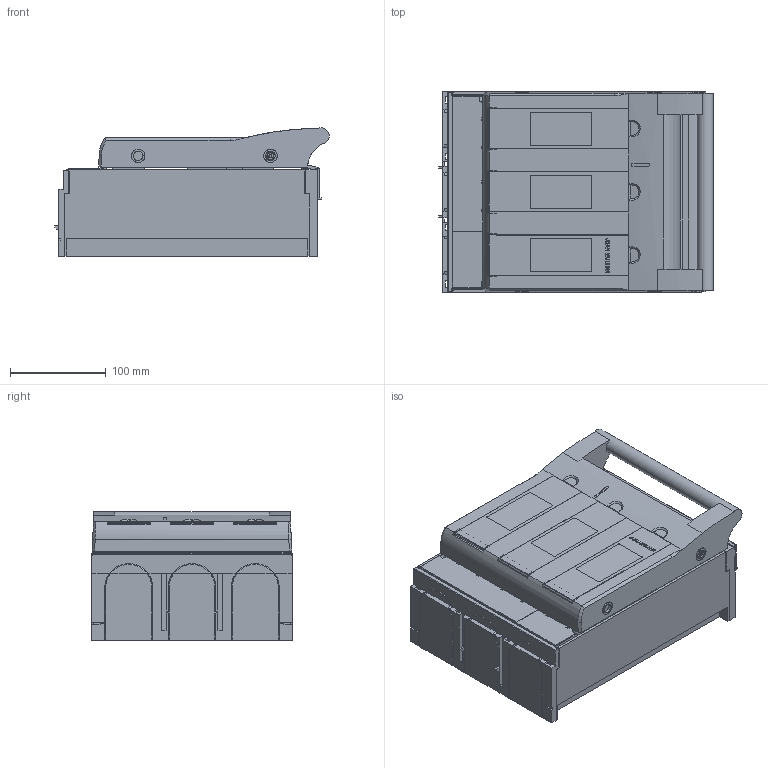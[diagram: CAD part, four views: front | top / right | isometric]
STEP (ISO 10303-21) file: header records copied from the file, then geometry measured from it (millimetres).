
FILE_DESCRIPTION(('CATIA V5 STEP'),'2;1');
FILE_NAME('T200113040_L_NH-Sicherungslasttrennschalter_KETO-2-3_F_OGS.stp','2016-06-02T14:41:08+00:00',('none'),('Jean Müller GmbH'),'CATIA Version 5 Release 19 SP 9 (IN-10)','CATIA V5 STEP AP214','none');
FILE_SCHEMA(('AUTOMOTIVE_DESIGN { 1 0 10303 214 1 1 1 1 }'));
Length unit declared in the file: millimetre
Products named in the file (12): T200113040_L_NH-Sicherungslasttrennschalter KETO-2-3/F/OGS; 34235_L_Trennergehaeuse Gr2_3-polig; 34204_L_Frontplatte Gr2_3-polig; 34208_L01_Scheibe Gr1; 34236_01_L_Schutzabdeckung KETO--2-3 oben gekuerzt; 34237_L_Schutzabdeckung unten Gr2_3-polig; 158641_L_Anschlusslasche Trenner; 34208_L_Scheibe Gr.1; 66113_Sechskantmutter DIN934_M10; 65746_Sechskantschraube M10x25; 66903_Spannscheibe DIN6796 -10; 34297_02_L_Abdeckung Iso-Kasten Gr.2
Assembly tree (32 placements, depth 2):
  T200113040_L_NH-Sicherungslasttrennschalter KETO-2-3/F/OGS
    34235_L_Trennergehaeuse Gr2_3-polig
    34204_L_Frontplatte Gr2_3-polig
    34208_L01_Scheibe Gr1
    34236_01_L_Schutzabdeckung KETO--2-3 oben gekuerzt
    34237_L_Schutzabdeckung unten Gr2_3-polig
    158641_L_Anschlusslasche Trenner  x6
    34208_L_Scheibe Gr.1  x2
    66113_Sechskantmutter DIN934_M10  x6
    65746_Sechskantschraube M10x25  x6
    66903_Spannscheibe DIN6796 -10  x6
    34297_02_L_Abdeckung Iso-Kasten Gr.2
Bounding box: 286.75 x 209.5 x 134.05 mm (x, y, z)
Volume: 2231079.3 mm3; surface area: 787916.1 mm2
Topology: 32 solids, 33 shells, 1922 faces, 5564 edges, 3675 vertices
Faces by surface type: plane 1331, cylinder 364, cone 168, bspline 51, sphere 8
Entity records: 52914 total; most frequent: CARTESIAN_POINT 12482, ORIENTED_EDGE 8774, DIRECTION 5867, EDGE_CURVE 4387, VECTOR 3503, LINE 3503, VERTEX_POINT 2907, EDGE_LOOP 1574
